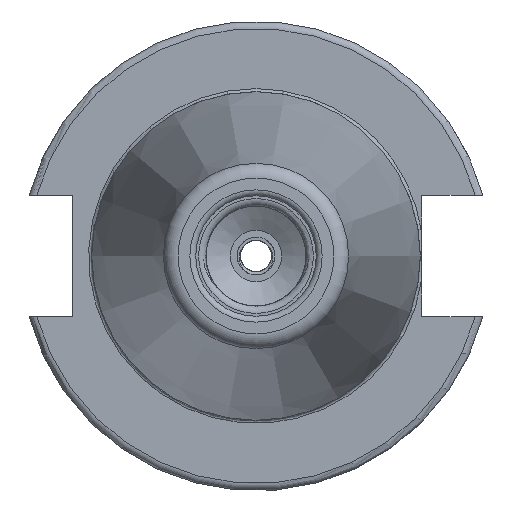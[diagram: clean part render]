
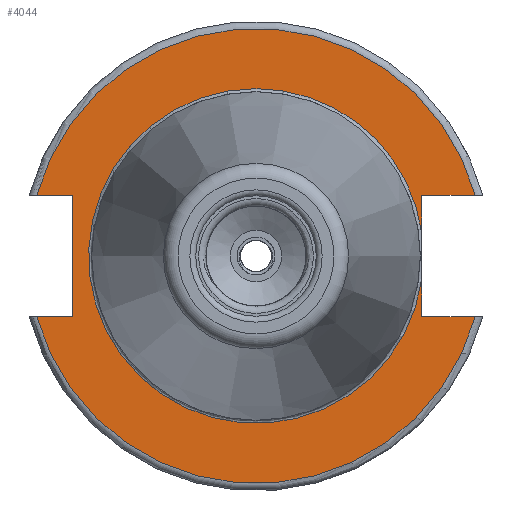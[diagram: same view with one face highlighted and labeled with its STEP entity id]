
A CAD part, left-side view. The second image highlights one B-rep face of the part: STEP entity #4044.
In plain terms, the highlighted planar face has unit normal (-1, 0, 0).
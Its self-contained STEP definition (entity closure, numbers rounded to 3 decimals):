
#77=PLANE('',#4323);
#296=FACE_OUTER_BOUND('',#521,.T.);
#521=EDGE_LOOP('',(#3391,#3392,#3393,#3394,#3395,#3396,#3397,#3398,#3399,
#3400,#3401));
#627=CIRCLE('',#4324,30.775);
#628=CIRCLE('',#4325,22.637);
#629=CIRCLE('',#4326,22.637);
#630=CIRCLE('',#4327,30.775);
#1169=LINE('',#14912,#1341);
#1170=LINE('',#14916,#1342);
#1171=LINE('',#14918,#1343);
#1172=LINE('',#14924,#1344);
#1173=LINE('',#14926,#1345);
#1174=LINE('',#14930,#1346);
#1175=LINE('',#14931,#1347);
#1341=VECTOR('',#4993,10.);
#1342=VECTOR('',#4996,10.);
#1343=VECTOR('',#4997,10.);
#1344=VECTOR('',#5002,10.);
#1345=VECTOR('',#5003,10.);
#1346=VECTOR('',#5006,10.);
#1347=VECTOR('',#5007,10.);
#1725=VERTEX_POINT('',#14910);
#1726=VERTEX_POINT('',#14911);
#1727=VERTEX_POINT('',#14913);
#1728=VERTEX_POINT('',#14915);
#1729=VERTEX_POINT('',#14917);
#1730=VERTEX_POINT('',#14919);
#1731=VERTEX_POINT('',#14921);
#1732=VERTEX_POINT('',#14923);
#1733=VERTEX_POINT('',#14925);
#1734=VERTEX_POINT('',#14927);
#1735=VERTEX_POINT('',#14929);
#2315=EDGE_CURVE('',#1725,#1726,#1169,.T.);
#2316=EDGE_CURVE('',#1727,#1726,#627,.T.);
#2317=EDGE_CURVE('',#1727,#1728,#1170,.T.);
#2318=EDGE_CURVE('',#1728,#1729,#1171,.T.);
#2319=EDGE_CURVE('',#1729,#1730,#628,.T.);
#2320=EDGE_CURVE('',#1730,#1731,#629,.T.);
#2321=EDGE_CURVE('',#1731,#1732,#1172,.T.);
#2322=EDGE_CURVE('',#1732,#1733,#1173,.T.);
#2323=EDGE_CURVE('',#1734,#1733,#630,.T.);
#2324=EDGE_CURVE('',#1734,#1735,#1174,.T.);
#2325=EDGE_CURVE('',#1735,#1725,#1175,.T.);
#3391=ORIENTED_EDGE('',*,*,#2315,.T.);
#3392=ORIENTED_EDGE('',*,*,#2316,.F.);
#3393=ORIENTED_EDGE('',*,*,#2317,.T.);
#3394=ORIENTED_EDGE('',*,*,#2318,.T.);
#3395=ORIENTED_EDGE('',*,*,#2319,.T.);
#3396=ORIENTED_EDGE('',*,*,#2320,.T.);
#3397=ORIENTED_EDGE('',*,*,#2321,.T.);
#3398=ORIENTED_EDGE('',*,*,#2322,.T.);
#3399=ORIENTED_EDGE('',*,*,#2323,.F.);
#3400=ORIENTED_EDGE('',*,*,#2324,.T.);
#3401=ORIENTED_EDGE('',*,*,#2325,.T.);
#4044=ADVANCED_FACE('',(#296),#77,.T.);
#4323=AXIS2_PLACEMENT_3D('',#14909,#4991,#4992);
#4324=AXIS2_PLACEMENT_3D('',#14914,#4994,#4995);
#4325=AXIS2_PLACEMENT_3D('',#14920,#4998,#4999);
#4326=AXIS2_PLACEMENT_3D('',#14922,#5000,#5001);
#4327=AXIS2_PLACEMENT_3D('',#14928,#5004,#5005);
#4991=DIRECTION('center_axis',(-1.,0.,0.));
#4992=DIRECTION('ref_axis',(0.,0.,1.));
#4993=DIRECTION('',(0.,1.,0.));
#4994=DIRECTION('center_axis',(1.,0.,0.));
#4995=DIRECTION('ref_axis',(0.,0.,-1.));
#4996=DIRECTION('',(0.,1.,0.));
#4997=DIRECTION('',(0.,0.,1.));
#4998=DIRECTION('center_axis',(1.,0.,0.));
#4999=DIRECTION('ref_axis',(0.,0.,-1.));
#5000=DIRECTION('center_axis',(1.,0.,0.));
#5001=DIRECTION('ref_axis',(0.,0.,-1.));
#5002=DIRECTION('',(0.,0.,1.));
#5003=DIRECTION('',(0.,-1.,0.));
#5004=DIRECTION('center_axis',(1.,0.,0.));
#5005=DIRECTION('ref_axis',(0.,0.,-1.));
#5006=DIRECTION('',(0.,-1.,0.));
#5007=DIRECTION('',(0.,0.,-1.));
#14909=CARTESIAN_POINT('Origin',(1.,30.775,0.));
#14910=CARTESIAN_POINT('',(1.,24.8,-8.19));
#14911=CARTESIAN_POINT('',(1.,29.665,-8.19));
#14912=CARTESIAN_POINT('',(1.,40.288,-8.19));
#14913=CARTESIAN_POINT('',(1.,-29.665,-8.19));
#14914=CARTESIAN_POINT('Origin',(1.,0.,
0.));
#14915=CARTESIAN_POINT('',(1.,-22.41,-8.19));
#14916=CARTESIAN_POINT('',(1.,4.183,-8.19));
#14917=CARTESIAN_POINT('',(1.,-22.41,-3.198));
#14918=CARTESIAN_POINT('',(1.,-22.41,4.095));
#14919=CARTESIAN_POINT('',(1.,0.,22.637));
#14920=CARTESIAN_POINT('Origin',(1.,0.,
0.));
#14921=CARTESIAN_POINT('',(1.,-22.41,3.198));
#14922=CARTESIAN_POINT('Origin',(1.,0.,
0.));
#14923=CARTESIAN_POINT('',(1.,-22.41,8.19));
#14924=CARTESIAN_POINT('',(1.,-22.41,4.095));
#14925=CARTESIAN_POINT('',(1.,-29.665,8.19));
#14926=CARTESIAN_POINT('',(1.,-8.317,8.19));
#14927=CARTESIAN_POINT('',(1.,29.665,8.19));
#14928=CARTESIAN_POINT('Origin',(1.,0.,
0.));
#14929=CARTESIAN_POINT('',(1.,24.8,8.19));
#14930=CARTESIAN_POINT('',(1.,27.788,8.19));
#14931=CARTESIAN_POINT('',(1.,24.8,-4.095));
